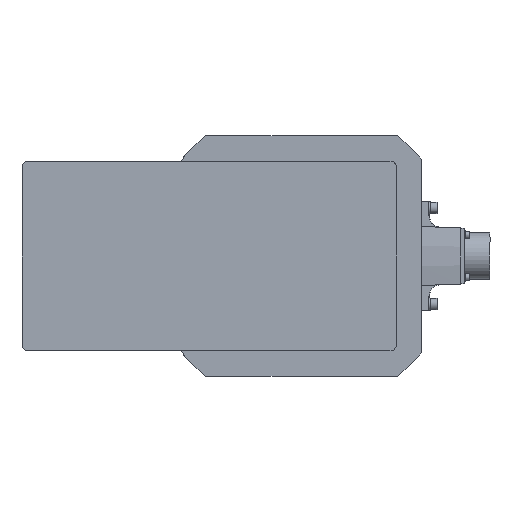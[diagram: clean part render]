
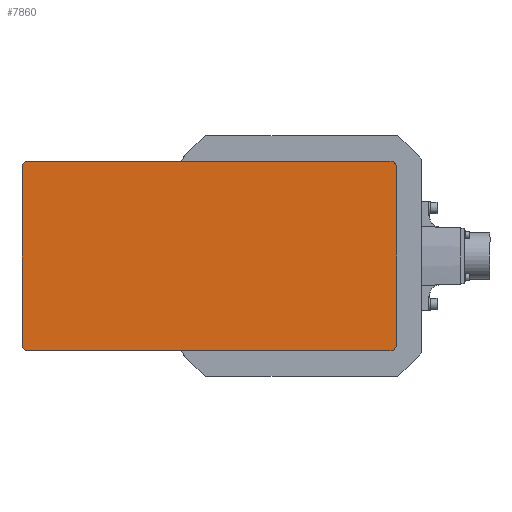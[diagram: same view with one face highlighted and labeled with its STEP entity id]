
A CAD part, front view. The second image highlights one B-rep face of the part: STEP entity #7860.
In plain terms, the highlighted face is planar.
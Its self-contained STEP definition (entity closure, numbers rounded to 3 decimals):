
#120 = VERTEX_POINT ( 'NONE', #12448 ) ;
#343 = CARTESIAN_POINT ( 'NONE',  ( 66., -47.5, -141. ) ) ;
#384 = CARTESIAN_POINT ( 'NONE',  ( -66., 222.5, -141. ) ) ;
#587 = CARTESIAN_POINT ( 'NONE',  ( 66., -47.5, -141. ) ) ;
#767 = EDGE_CURVE ( 'NONE', #18631, #20212, #22596, .T. ) ;
#1119 = VERTEX_POINT ( 'NONE', #11502 ) ;
#1683 = EDGE_CURVE ( 'NONE', #20212, #22611, #10281, .T. ) ;
#2713 = ORIENTED_EDGE ( 'NONE', *, *, #767, .T. ) ;
#2794 = VERTEX_POINT ( 'NONE', #5483 ) ;
#3370 = DIRECTION ( 'NONE',  ( 0., 0., -1. ) ) ;
#3597 = CARTESIAN_POINT ( 'NONE',  ( 71.001, 222.5, -141. ) ) ;
#4397 = DIRECTION ( 'NONE',  ( 0., 0., -1. ) ) ;
#4474 = VECTOR ( 'NONE', #8021, 1000. ) ;
#4573 = DIRECTION ( 'NONE',  ( 0., 0., -1. ) ) ;
#4776 = VERTEX_POINT ( 'NONE', #20639 ) ;
#5226 = ORIENTED_EDGE ( 'NONE', *, *, #15300, .T. ) ;
#5410 = DIRECTION ( 'NONE',  ( -1., 0., 0. ) ) ;
#5483 = CARTESIAN_POINT ( 'NONE',  ( 66., 227.501, -141. ) ) ;
#6015 = EDGE_CURVE ( 'NONE', #4776, #2794, #16169, .T. ) ;
#6027 = DIRECTION ( 'NONE',  ( -1., 0., 0. ) ) ;
#6335 = ORIENTED_EDGE ( 'NONE', *, *, #8597, .T. ) ;
#6517 = AXIS2_PLACEMENT_3D ( 'NONE', #22314, #3370, #5410 ) ;
#6554 = AXIS2_PLACEMENT_3D ( 'NONE', #384, #4573, #23343 ) ;
#6790 = DIRECTION ( 'NONE',  ( -1., 0., 0. ) ) ;
#7860 = ADVANCED_FACE ( 'NONE', ( #22524 ), #14646, .T. ) ;
#7868 = CARTESIAN_POINT ( 'NONE',  ( -66., -47.5, -141. ) ) ;
#8021 = DIRECTION ( 'NONE',  ( 0., -1., 0. ) ) ;
#8597 = EDGE_CURVE ( 'NONE', #22611, #4776, #10018, .T. ) ;
#8881 = ORIENTED_EDGE ( 'NONE', *, *, #10775, .T. ) ;
#9273 = ORIENTED_EDGE ( 'NONE', *, *, #6015, .T. ) ;
#9552 = CIRCLE ( 'NONE', #6517, 5.001 ) ;
#10018 = CIRCLE ( 'NONE', #6554, 5.001 ) ;
#10281 = LINE ( 'NONE', #20292, #13400 ) ;
#10775 = EDGE_CURVE ( 'NONE', #15073, #120, #13659, .T. ) ;
#11152 = CIRCLE ( 'NONE', #17640, 5.001 ) ;
#11388 = ORIENTED_EDGE ( 'NONE', *, *, #17034, .T. ) ;
#11502 = CARTESIAN_POINT ( 'NONE',  ( 66., -52.501, -141. ) ) ;
#12144 = DIRECTION ( 'NONE',  ( 0., 0., -1. ) ) ;
#12448 = CARTESIAN_POINT ( 'NONE',  ( 71.001, -47.5, -141. ) ) ;
#12715 = DIRECTION ( 'NONE',  ( 0., 0., -1. ) ) ;
#13174 = EDGE_LOOP ( 'NONE', ( #11388, #5226, #2713, #26495, #6335, #9273, #18997, #8881 ) ) ;
#13400 = VECTOR ( 'NONE', #22457, 1000. ) ;
#13659 = LINE ( 'NONE', #23952, #4474 ) ;
#13665 = CARTESIAN_POINT ( 'NONE',  ( -66., -52.501, -141. ) ) ;
#14136 = CARTESIAN_POINT ( 'NONE',  ( -66., 227.501, -141. ) ) ;
#14646 = PLANE ( 'NONE',  #26236 ) ;
#15073 = VERTEX_POINT ( 'NONE', #3597 ) ;
#15300 = EDGE_CURVE ( 'NONE', #1119, #18631, #22788, .T. ) ;
#16169 = LINE ( 'NONE', #14136, #16657 ) ;
#16657 = VECTOR ( 'NONE', #24556, 1000. ) ;
#17034 = EDGE_CURVE ( 'NONE', #120, #1119, #11152, .T. ) ;
#17188 = CARTESIAN_POINT ( 'NONE',  ( -71.001, -47.5, -141. ) ) ;
#17640 = AXIS2_PLACEMENT_3D ( 'NONE', #587, #12715, #6790 ) ;
#18264 = DIRECTION ( 'NONE',  ( -1., 0., 0. ) ) ;
#18631 = VERTEX_POINT ( 'NONE', #13665 ) ;
#18707 = AXIS2_PLACEMENT_3D ( 'NONE', #7868, #12144, #18264 ) ;
#18997 = ORIENTED_EDGE ( 'NONE', *, *, #21945, .T. ) ;
#20212 = VERTEX_POINT ( 'NONE', #17188 ) ;
#20292 = CARTESIAN_POINT ( 'NONE',  ( -71.001, -47.5, -141. ) ) ;
#20639 = CARTESIAN_POINT ( 'NONE',  ( -66., 227.501, -141. ) ) ;
#20757 = DIRECTION ( 'NONE',  ( -1., 0., 0. ) ) ;
#21945 = EDGE_CURVE ( 'NONE', #2794, #15073, #9552, .T. ) ;
#22314 = CARTESIAN_POINT ( 'NONE',  ( 66., 222.5, -141. ) ) ;
#22457 = DIRECTION ( 'NONE',  ( 0., 1., 0. ) ) ;
#22524 = FACE_OUTER_BOUND ( 'NONE', #13174, .T. ) ;
#22596 = CIRCLE ( 'NONE', #18707, 5.001 ) ;
#22611 = VERTEX_POINT ( 'NONE', #22783 ) ;
#22783 = CARTESIAN_POINT ( 'NONE',  ( -71.001, 222.5, -141. ) ) ;
#22788 = LINE ( 'NONE', #23051, #23547 ) ;
#23051 = CARTESIAN_POINT ( 'NONE',  ( 66., -52.501, -141. ) ) ;
#23343 = DIRECTION ( 'NONE',  ( -1., 0., 0. ) ) ;
#23547 = VECTOR ( 'NONE', #20757, 1000. ) ;
#23952 = CARTESIAN_POINT ( 'NONE',  ( 71.001, 222.5, -141. ) ) ;
#24556 = DIRECTION ( 'NONE',  ( 1., 0., 0. ) ) ;
#26236 = AXIS2_PLACEMENT_3D ( 'NONE', #343, #4397, #6027 ) ;
#26495 = ORIENTED_EDGE ( 'NONE', *, *, #1683, .T. ) ;
